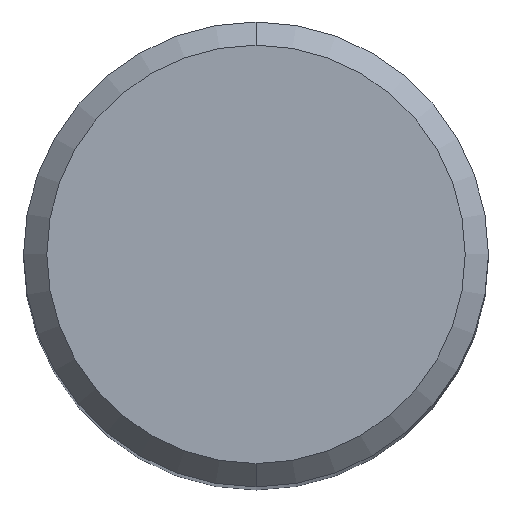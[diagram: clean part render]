
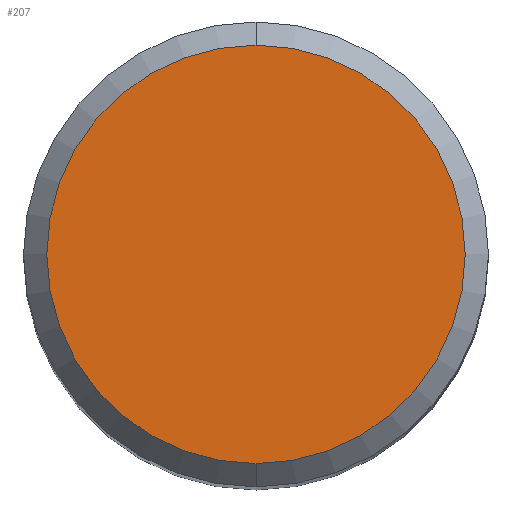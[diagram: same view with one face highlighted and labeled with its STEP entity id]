
A CAD part, top view. The second image highlights one B-rep face of the part: STEP entity #207.
In plain terms, the highlighted planar face has unit normal (0, 0, 1).
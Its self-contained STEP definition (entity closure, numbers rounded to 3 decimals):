
#103=VERTEX_POINT('',#255);
#129=VERTEX_POINT('',#287);
#193=EDGE_CURVE('',#103,#129,#358,.T.);
#205=EDGE_CURVE('',#129,#103,#370,.T.);
#207=ADVANCED_FACE('',(#372),#373,.T.);
#255=CARTESIAN_POINT('',(0.0,4.5,0.));
#287=CARTESIAN_POINT('',(0.,-4.5,0.));
#358=CIRCLE('',#544,4.5);
#370=CIRCLE('',#561,4.5);
#372=FACE_OUTER_BOUND('',#563,.T.);
#373=PLANE('',#564);
#544=AXIS2_PLACEMENT_3D('',#745,#746,#747);
#561=AXIS2_PLACEMENT_3D('',#755,#756,#757);
#563=EDGE_LOOP('',(#759,#760));
#564=AXIS2_PLACEMENT_3D('',#761,#762,#763);
#745=CARTESIAN_POINT('',(0.0,0.0,0.));
#746=DIRECTION('',(0.0,0.0,-1.0));
#747=DIRECTION('',(0.0,1.0,0.0));
#755=CARTESIAN_POINT('',(0.0,0.0,0.));
#756=DIRECTION('',(0.0,0.0,-1.0));
#757=DIRECTION('',(0.0,1.0,0.0));
#759=ORIENTED_EDGE('',*,*,#193,.F.);
#760=ORIENTED_EDGE('',*,*,#205,.F.);
#761=CARTESIAN_POINT('',(0.0,2.25,0.));
#762=DIRECTION('',(-0.0,0.0,1.0));
#763=DIRECTION('',(0.0,-1.0,0.0));
